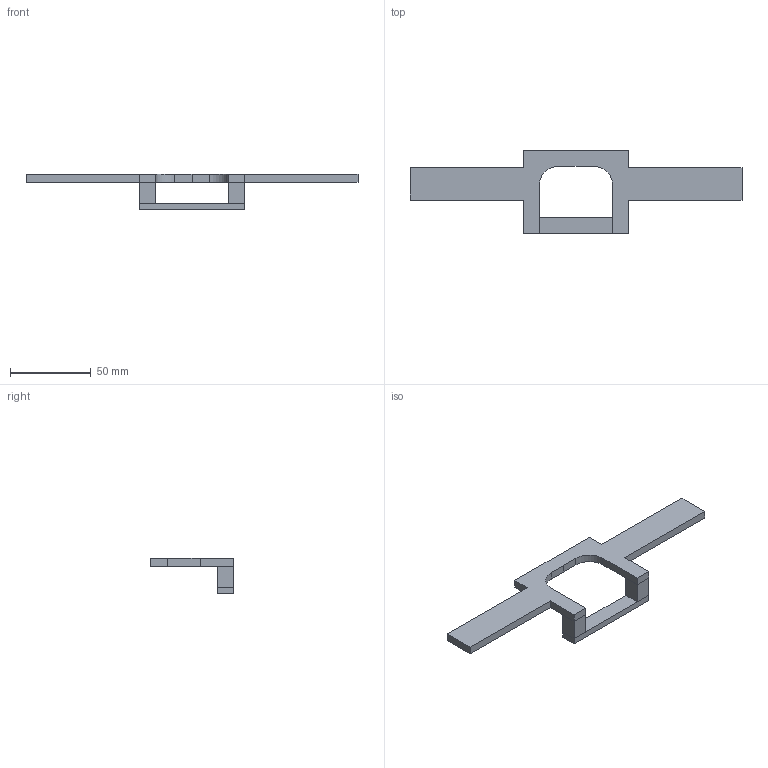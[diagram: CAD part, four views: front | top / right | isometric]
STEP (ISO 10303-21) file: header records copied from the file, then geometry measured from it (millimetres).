
FILE_DESCRIPTION((('zoo.dev export')), '2;1');
FILE_NAME('dump.step', '2024-10-24T20:27:54.695431835+00:00', ('Author unknown'), ('Organization unknown'), 'zoo.dev beta', 'zoo.dev', 'Authorization unknown');
FILE_SCHEMA(('AP203_CONFIGURATION_CONTROLLED_3D_DESIGN_OF_MECHANICAL_PARTS_AND_ASSEMBLIES_MIM_LF'));
Length unit declared in the file: metre
Products named in the file (1): UNIDENTIFIED_PRODUCT
Bounding box: 205.26 x 51.88 x 22 mm (x, y, z)
Volume: 26964.7 mm3; surface area: 14988.3 mm2
Topology: 4 solids, 4 shells, 39 faces, 93 edges, 62 vertices
Faces by surface type: plane 37, cylinder 2
Entity records: 1065 total; most frequent: CARTESIAN_POINT 194, ORIENTED_EDGE 186, DIRECTION 138, EDGE_CURVE 93, VECTOR 89, LINE 89, VERTEX_POINT 62, AXIS2_PLACEMENT_3D 43
